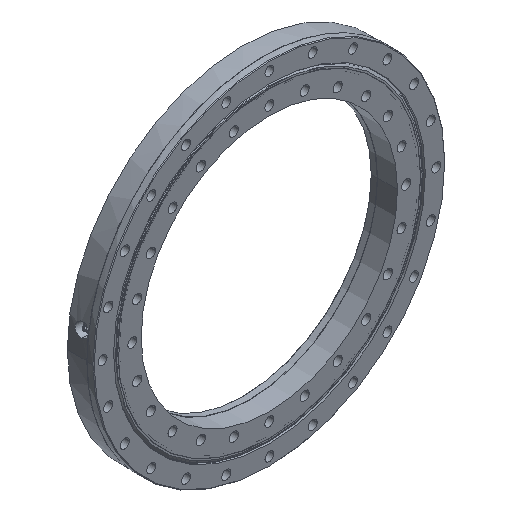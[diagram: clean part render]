
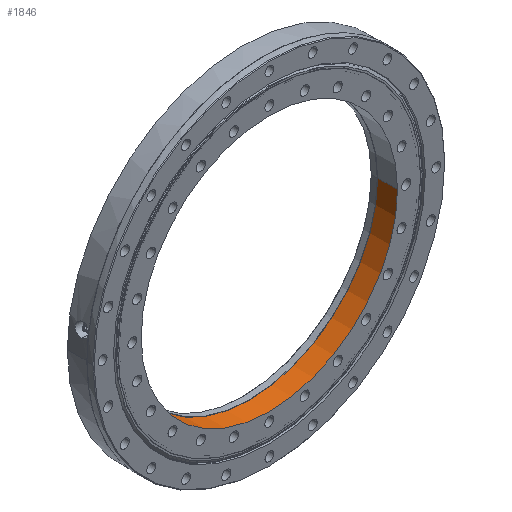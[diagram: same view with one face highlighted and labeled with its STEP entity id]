
A CAD part, isometric view. The second image highlights one B-rep face of the part: STEP entity #1846.
In plain terms, the highlighted cylindrical face has radius 192 mm (diameter 384 mm), a partial arc.
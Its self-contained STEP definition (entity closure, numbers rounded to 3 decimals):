
#1018 = CARTESIAN_POINT ( 'NONE',  ( -192., -19.8, 0. ) ) ;
#1846 = ADVANCED_FACE ( 'NONE', ( #2608 ), #2573, .F. ) ;
#1928 = VECTOR ( 'NONE', #6656, 1000. ) ;
#2340 = EDGE_LOOP ( 'NONE', ( #5144, #5204, #5211, #5242 ) ) ;
#2573 = CYLINDRICAL_SURFACE ( 'NONE', #4764, 192. ) ;
#2600 = EDGE_CURVE ( 'NONE', #3477, #4276, #3882, .T. ) ;
#2608 = FACE_OUTER_BOUND ( 'NONE', #2340, .T. ) ;
#2689 = EDGE_CURVE ( 'NONE', #3477, #3375, #5002, .T. ) ;
#2701 = EDGE_CURVE ( 'NONE', #3375, #3242, #7870, .T. ) ;
#3016 = EDGE_CURVE ( 'NONE', #4276, #3242, #3026, .T. ) ;
#3026 = LINE ( 'NONE', #5689, #3128 ) ;
#3128 = VECTOR ( 'NONE', #5592, 1000. ) ;
#3242 = VERTEX_POINT ( 'NONE', #4831 ) ;
#3375 = VERTEX_POINT ( 'NONE', #4809 ) ;
#3477 = VERTEX_POINT ( 'NONE', #4493 ) ;
#3882 = CIRCLE ( 'NONE', #5403, 192. ) ;
#4068 = CARTESIAN_POINT ( 'NONE',  ( 0., 31.029, 0. ) ) ;
#4139 = DIRECTION ( 'NONE',  ( -1., 0., 0. ) ) ;
#4173 = DIRECTION ( 'NONE',  ( 0., 1., 0. ) ) ;
#4276 = VERTEX_POINT ( 'NONE', #1018 ) ;
#4493 = CARTESIAN_POINT ( 'NONE',  ( 192., -19.8, 0. ) ) ;
#4705 = AXIS2_PLACEMENT_3D ( 'NONE', #6512, #6503, #6491 ) ;
#4764 = AXIS2_PLACEMENT_3D ( 'NONE', #4068, #4173, #4139 ) ;
#4809 = CARTESIAN_POINT ( 'NONE',  ( 192., 10., 0. ) ) ;
#4831 = CARTESIAN_POINT ( 'NONE',  ( -192., 10., 0. ) ) ;
#5002 = LINE ( 'NONE', #6689, #1928 ) ;
#5144 = ORIENTED_EDGE ( 'NONE', *, *, #2600, .F. ) ;
#5204 = ORIENTED_EDGE ( 'NONE', *, *, #2689, .T. ) ;
#5211 = ORIENTED_EDGE ( 'NONE', *, *, #2701, .T. ) ;
#5242 = ORIENTED_EDGE ( 'NONE', *, *, #3016, .F. ) ;
#5403 = AXIS2_PLACEMENT_3D ( 'NONE', #7060, #7052, #7032 ) ;
#5592 = DIRECTION ( 'NONE',  ( 0., 1., 0. ) ) ;
#5689 = CARTESIAN_POINT ( 'NONE',  ( -192., 31.029, 0. ) ) ;
#6491 = DIRECTION ( 'NONE',  ( -1., 0., 0. ) ) ;
#6503 = DIRECTION ( 'NONE',  ( 0., 1., 0. ) ) ;
#6512 = CARTESIAN_POINT ( 'NONE',  ( 0., 10., 0. ) ) ;
#6656 = DIRECTION ( 'NONE',  ( 0., 1., 0. ) ) ;
#6689 = CARTESIAN_POINT ( 'NONE',  ( 192., 31.029, 0. ) ) ;
#7032 = DIRECTION ( 'NONE',  ( -1., 0., 0. ) ) ;
#7052 = DIRECTION ( 'NONE',  ( 0., 1., 0. ) ) ;
#7060 = CARTESIAN_POINT ( 'NONE',  ( 0., -19.8, 0. ) ) ;
#7870 = CIRCLE ( 'NONE', #4705, 192. ) ;
